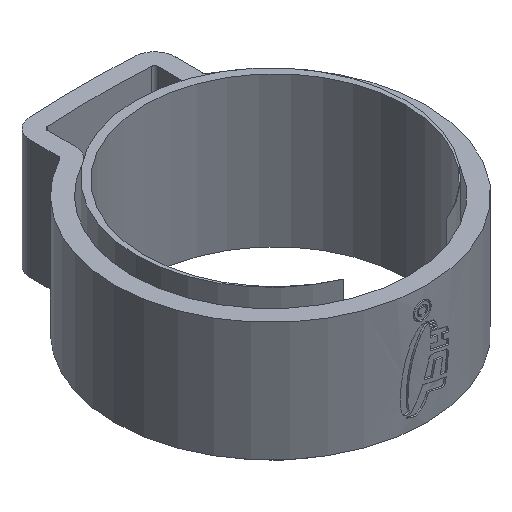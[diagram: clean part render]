
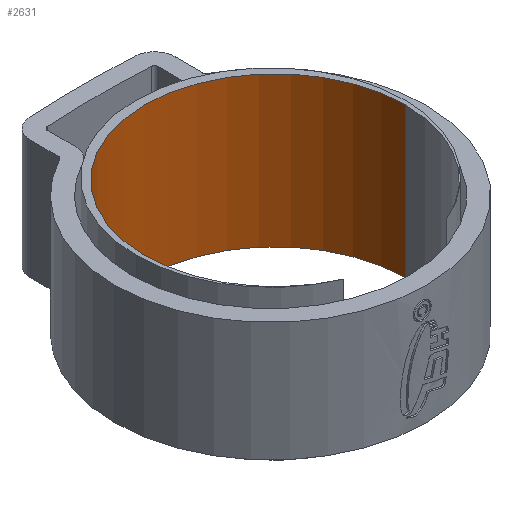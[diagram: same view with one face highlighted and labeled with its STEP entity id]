
A CAD part, isometric view. The second image highlights one B-rep face of the part: STEP entity #2631.
In plain terms, the highlighted cylindrical face has radius 7.66 mm (diameter 15.32 mm), a partial arc.
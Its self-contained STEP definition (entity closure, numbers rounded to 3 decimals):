
#121 = AXIS2_PLACEMENT_3D ( 'NONE', #1427, #166, #1840 ) ;
#166 = DIRECTION ( 'NONE',  ( 0., 0., -1. ) ) ;
#193 = VERTEX_POINT ( 'NONE', #4556 ) ;
#315 = VERTEX_POINT ( 'NONE', #3801 ) ;
#639 = VECTOR ( 'NONE', #2348, 1000. ) ;
#842 = EDGE_LOOP ( 'NONE', ( #2626, #5136, #4689, #4502 ) ) ;
#1001 = AXIS2_PLACEMENT_3D ( 'NONE', #4389, #1442, #1412 ) ;
#1316 = CARTESIAN_POINT ( 'NONE',  ( 0., -0.26, -4.4 ) ) ;
#1412 = DIRECTION ( 'NONE',  ( 1., 0., 0. ) ) ;
#1427 = CARTESIAN_POINT ( 'NONE',  ( 0., -0.26, 4.4 ) ) ;
#1442 = DIRECTION ( 'NONE',  ( 0., 0., -1. ) ) ;
#1840 = DIRECTION ( 'NONE',  ( -1., 0., 0. ) ) ;
#1928 = FACE_OUTER_BOUND ( 'NONE', #842, .T. ) ;
#1944 = VERTEX_POINT ( 'NONE', #5238 ) ;
#2137 = DIRECTION ( 'NONE',  ( 1., 0., 0. ) ) ;
#2153 = LINE ( 'NONE', #4585, #2556 ) ;
#2166 = DIRECTION ( 'NONE',  ( 0., 0., -1. ) ) ;
#2348 = DIRECTION ( 'NONE',  ( 0., 0., -1. ) ) ;
#2479 = CIRCLE ( 'NONE', #1001, 7.66 ) ;
#2556 = VECTOR ( 'NONE', #4643, 1000. ) ;
#2626 = ORIENTED_EDGE ( 'NONE', *, *, #3085, .F. ) ;
#2631 = ADVANCED_FACE ( 'NONE', ( #1928 ), #3907, .F. ) ;
#2723 = AXIS2_PLACEMENT_3D ( 'NONE', #1316, #2166, #2137 ) ;
#2769 = CARTESIAN_POINT ( 'NONE',  ( -7.66, -0.26, 4.4 ) ) ;
#3085 = EDGE_CURVE ( 'NONE', #1944, #315, #2153, .T. ) ;
#3165 = CIRCLE ( 'NONE', #2723, 7.66 ) ;
#3267 = EDGE_CURVE ( 'NONE', #193, #315, #3165, .T. ) ;
#3450 = VERTEX_POINT ( 'NONE', #2769 ) ;
#3801 = CARTESIAN_POINT ( 'NONE',  ( 7.66, -0.26, -4.4 ) ) ;
#3907 = CYLINDRICAL_SURFACE ( 'NONE', #121, 7.66 ) ;
#4017 = CARTESIAN_POINT ( 'NONE',  ( -7.66, -0.26, 4.4 ) ) ;
#4225 = EDGE_CURVE ( 'NONE', #3450, #1944, #2479, .T. ) ;
#4352 = LINE ( 'NONE', #4017, #639 ) ;
#4389 = CARTESIAN_POINT ( 'NONE',  ( 0., -0.26, 4.4 ) ) ;
#4433 = EDGE_CURVE ( 'NONE', #3450, #193, #4352, .T. ) ;
#4502 = ORIENTED_EDGE ( 'NONE', *, *, #3267, .T. ) ;
#4556 = CARTESIAN_POINT ( 'NONE',  ( -7.66, -0.26, -4.4 ) ) ;
#4585 = CARTESIAN_POINT ( 'NONE',  ( 7.66, -0.26, 4.4 ) ) ;
#4643 = DIRECTION ( 'NONE',  ( 0., 0., -1. ) ) ;
#4689 = ORIENTED_EDGE ( 'NONE', *, *, #4433, .T. ) ;
#5136 = ORIENTED_EDGE ( 'NONE', *, *, #4225, .F. ) ;
#5238 = CARTESIAN_POINT ( 'NONE',  ( 7.66, -0.26, 4.4 ) ) ;
